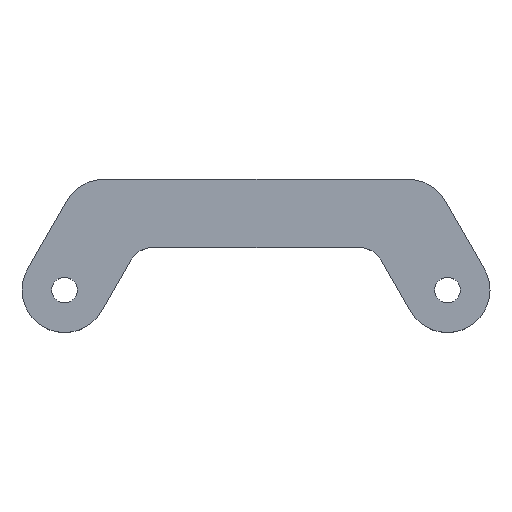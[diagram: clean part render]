
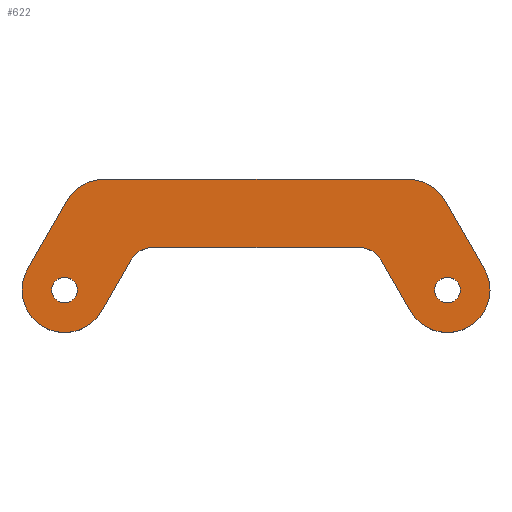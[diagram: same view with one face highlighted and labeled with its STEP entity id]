
A CAD part, top view. The second image highlights one B-rep face of the part: STEP entity #622.
In plain terms, the highlighted planar face has unit normal (0, 0, 1).
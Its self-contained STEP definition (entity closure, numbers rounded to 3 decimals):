
#1 = DIRECTION ( 'NONE',  ( 1., 0., 0. ) ) ;
#4 = CIRCLE ( 'NONE', #55, 1.5 ) ;
#16 = ORIENTED_EDGE ( 'NONE', *, *, #181, .T. ) ;
#18 = VERTEX_POINT ( 'NONE', #21 ) ;
#21 = CARTESIAN_POINT ( 'NONE',  ( 44.711, 10.5, 4. ) ) ;
#35 = VERTEX_POINT ( 'NONE', #149 ) ;
#37 = ORIENTED_EDGE ( 'NONE', *, *, #568, .F. ) ;
#38 = VERTEX_POINT ( 'NONE', #549 ) ;
#45 = EDGE_CURVE ( 'NONE', #455, #166, #106, .T. ) ;
#46 = CARTESIAN_POINT ( 'NONE',  ( 40.67, -2.5, 4. ) ) ;
#50 = CARTESIAN_POINT ( 'NONE',  ( 0., 0., 4. ) ) ;
#55 = AXIS2_PLACEMENT_3D ( 'NONE', #618, #623, #105 ) ;
#59 = EDGE_CURVE ( 'NONE', #657, #521, #230, .T. ) ;
#63 = DIRECTION ( 'NONE',  ( 1., 0., 0. ) ) ;
#67 = CARTESIAN_POINT ( 'NONE',  ( 0., 0., 4. ) ) ;
#68 = ORIENTED_EDGE ( 'NONE', *, *, #232, .F. ) ;
#72 = ORIENTED_EDGE ( 'NONE', *, *, #242, .T. ) ;
#73 = PLANE ( 'NONE',  #277 ) ;
#76 = DIRECTION ( 'NONE',  ( 0., 0., 1. ) ) ;
#87 = EDGE_LOOP ( 'NONE', ( #37, #68 ) ) ;
#96 = VERTEX_POINT ( 'NONE', #246 ) ;
#98 = CARTESIAN_POINT ( 'NONE',  ( 4.619, 8., 4. ) ) ;
#99 = CARTESIAN_POINT ( 'NONE',  ( 38.08, 21.986, 4. ) ) ;
#100 = CIRCLE ( 'NONE', #481, 1.5 ) ;
#101 = CIRCLE ( 'NONE', #395, 5. ) ;
#103 = EDGE_CURVE ( 'NONE', #117, #521, #190, .T. ) ;
#105 = DIRECTION ( 'NONE',  ( 1., 0., 0. ) ) ;
#106 = CIRCLE ( 'NONE', #376, 5. ) ;
#107 = CARTESIAN_POINT ( 'NONE',  ( 0., 0., 4. ) ) ;
#108 = AXIS2_PLACEMENT_3D ( 'NONE', #50, #443, #1 ) ;
#110 = CARTESIAN_POINT ( 'NONE',  ( 1.5, 0., 4. ) ) ;
#111 = EDGE_LOOP ( 'NONE', ( #16, #563, #72, #371, #238, #615, #144, #125, #542, #176, #211, #349, #430 ) ) ;
#117 = VERTEX_POINT ( 'NONE', #593 ) ;
#124 = EDGE_CURVE ( 'NONE', #476, #323, #652, .T. ) ;
#125 = ORIENTED_EDGE ( 'NONE', *, *, #473, .T. ) ;
#128 = CARTESIAN_POINT ( 'NONE',  ( 49.33, 2.5, 4. ) ) ;
#130 = LINE ( 'NONE', #470, #405 ) ;
#133 = EDGE_CURVE ( 'NONE', #632, #627, #595, .T. ) ;
#134 = VECTOR ( 'NONE', #174, 1000. ) ;
#143 = ORIENTED_EDGE ( 'NONE', *, *, #133, .F. ) ;
#144 = ORIENTED_EDGE ( 'NONE', *, *, #465, .T. ) ;
#146 = CARTESIAN_POINT ( 'NONE',  ( -4.33, 2.5, 4. ) ) ;
#149 = CARTESIAN_POINT ( 'NONE',  ( 40.381, 13., 4. ) ) ;
#154 = VECTOR ( 'NONE', #247, 1000. ) ;
#160 = VECTOR ( 'NONE', #565, 1000. ) ;
#166 = VERTEX_POINT ( 'NONE', #128 ) ;
#170 = EDGE_CURVE ( 'NONE', #117, #35, #471, .T. ) ;
#171 = VERTEX_POINT ( 'NONE', #368 ) ;
#174 = DIRECTION ( 'NONE',  ( 1., 0., 0. ) ) ;
#176 = ORIENTED_EDGE ( 'NONE', *, *, #103, .T. ) ;
#180 = CARTESIAN_POINT ( 'NONE',  ( 0., 5., 4. ) ) ;
#181 = EDGE_CURVE ( 'NONE', #171, #476, #450, .T. ) ;
#190 = CIRCLE ( 'NONE', #218, 5. ) ;
#195 = DIRECTION ( 'NONE',  ( 1., 0., 0. ) ) ;
#200 = EDGE_LOOP ( 'NONE', ( #143, #311 ) ) ;
#206 = CARTESIAN_POINT ( 'NONE',  ( -5., 0., 4. ) ) ;
#208 = CARTESIAN_POINT ( 'NONE',  ( -1.5, 0., 4. ) ) ;
#211 = ORIENTED_EDGE ( 'NONE', *, *, #59, .F. ) ;
#218 = AXIS2_PLACEMENT_3D ( 'NONE', #98, #390, #604 ) ;
#228 = CIRCLE ( 'NONE', #607, 1.5 ) ;
#230 = LINE ( 'NONE', #146, #523 ) ;
#232 = EDGE_CURVE ( 'NONE', #624, #258, #228, .T. ) ;
#238 = ORIENTED_EDGE ( 'NONE', *, *, #297, .F. ) ;
#242 = EDGE_CURVE ( 'NONE', #323, #38, #321, .T. ) ;
#246 = CARTESIAN_POINT ( 'NONE',  ( 37.206, 3.5, 4. ) ) ;
#247 = DIRECTION ( 'NONE',  ( -0.5, 0.866, 0. ) ) ;
#258 = VERTEX_POINT ( 'NONE', #518 ) ;
#271 = DIRECTION ( 'NONE',  ( 1., 0., 0. ) ) ;
#277 = AXIS2_PLACEMENT_3D ( 'NONE', #107, #454, #344 ) ;
#278 = EDGE_CURVE ( 'NONE', #627, #632, #100, .T. ) ;
#281 = DIRECTION ( 'NONE',  ( 0.5, 0.866, 0. ) ) ;
#283 = DIRECTION ( 'NONE',  ( 1., 0., 0. ) ) ;
#292 = CIRCLE ( 'NONE', #619, 5. ) ;
#297 = EDGE_CURVE ( 'NONE', #455, #96, #130, .T. ) ;
#300 = CARTESIAN_POINT ( 'NONE',  ( 4.33, -2.5, 4. ) ) ;
#306 = FACE_OUTER_BOUND ( 'NONE', #111, .T. ) ;
#311 = ORIENTED_EDGE ( 'NONE', *, *, #278, .F. ) ;
#314 = DIRECTION ( 'NONE',  ( -0.5, 0.866, 0. ) ) ;
#321 = LINE ( 'NONE', #180, #134 ) ;
#323 = VERTEX_POINT ( 'NONE', #588 ) ;
#329 = DIRECTION ( 'NONE',  ( 0., 0., 1. ) ) ;
#336 = DIRECTION ( 'NONE',  ( 1., 0., 0. ) ) ;
#344 = DIRECTION ( 'NONE',  ( 1., 0., 0. ) ) ;
#348 = CARTESIAN_POINT ( 'NONE',  ( 0.289, 10.5, 4. ) ) ;
#349 = ORIENTED_EDGE ( 'NONE', *, *, #400, .T. ) ;
#356 = CIRCLE ( 'NONE', #640, 3. ) ;
#357 = EDGE_CURVE ( 'NONE', #38, #96, #356, .T. ) ;
#363 = CARTESIAN_POINT ( 'NONE',  ( 0., 13., 4. ) ) ;
#368 = CARTESIAN_POINT ( 'NONE',  ( 4.33, -2.5, 4. ) ) ;
#371 = ORIENTED_EDGE ( 'NONE', *, *, #357, .T. ) ;
#372 = CARTESIAN_POINT ( 'NONE',  ( 0., 0., 4. ) ) ;
#376 = AXIS2_PLACEMENT_3D ( 'NONE', #396, #502, #63 ) ;
#381 = CARTESIAN_POINT ( 'NONE',  ( 10.392, 2., 4. ) ) ;
#382 = DIRECTION ( 'NONE',  ( 1., 0., 0. ) ) ;
#390 = DIRECTION ( 'NONE',  ( 0., 0., 1. ) ) ;
#395 = AXIS2_PLACEMENT_3D ( 'NONE', #594, #329, #283 ) ;
#396 = CARTESIAN_POINT ( 'NONE',  ( 45., 0., 4. ) ) ;
#398 = FACE_BOUND ( 'NONE', #200, .T. ) ;
#400 = EDGE_CURVE ( 'NONE', #657, #617, #292, .T. ) ;
#404 = DIRECTION ( 'NONE',  ( 0., 0., 1. ) ) ;
#405 = VECTOR ( 'NONE', #314, 1000. ) ;
#408 = DIRECTION ( 'NONE',  ( 1., 0., 0. ) ) ;
#430 = ORIENTED_EDGE ( 'NONE', *, *, #484, .T. ) ;
#436 = VECTOR ( 'NONE', #584, 1000. ) ;
#443 = DIRECTION ( 'NONE',  ( 0., 0., 1. ) ) ;
#444 = DIRECTION ( 'NONE',  ( 0., 0., -1. ) ) ;
#450 = LINE ( 'NONE', #300, #160 ) ;
#454 = DIRECTION ( 'NONE',  ( 0., 0., 1. ) ) ;
#455 = VERTEX_POINT ( 'NONE', #46 ) ;
#465 = EDGE_CURVE ( 'NONE', #166, #18, #656, .T. ) ;
#469 = AXIS2_PLACEMENT_3D ( 'NONE', #381, #489, #336 ) ;
#470 = CARTESIAN_POINT ( 'NONE',  ( 29.42, 16.986, 4. ) ) ;
#471 = LINE ( 'NONE', #363, #436 ) ;
#473 = EDGE_CURVE ( 'NONE', #18, #35, #101, .T. ) ;
#474 = DIRECTION ( 'NONE',  ( 0., 0., 1. ) ) ;
#475 = CARTESIAN_POINT ( 'NONE',  ( -4.33, 2.5, 4. ) ) ;
#476 = VERTEX_POINT ( 'NONE', #538 ) ;
#479 = AXIS2_PLACEMENT_3D ( 'NONE', #67, #404, #408 ) ;
#481 = AXIS2_PLACEMENT_3D ( 'NONE', #372, #76, #271 ) ;
#484 = EDGE_CURVE ( 'NONE', #617, #171, #548, .T. ) ;
#489 = DIRECTION ( 'NONE',  ( 0., 0., -1. ) ) ;
#495 = DIRECTION ( 'NONE',  ( 0., 0., 1. ) ) ;
#502 = DIRECTION ( 'NONE',  ( 0., 0., 1. ) ) ;
#514 = FACE_BOUND ( 'NONE', #87, .T. ) ;
#518 = CARTESIAN_POINT ( 'NONE',  ( 43.5, 0., 4. ) ) ;
#521 = VERTEX_POINT ( 'NONE', #348 ) ;
#523 = VECTOR ( 'NONE', #281, 1000. ) ;
#538 = CARTESIAN_POINT ( 'NONE',  ( 7.794, 3.5, 4. ) ) ;
#541 = CARTESIAN_POINT ( 'NONE',  ( 0., 0., 4. ) ) ;
#542 = ORIENTED_EDGE ( 'NONE', *, *, #170, .F. ) ;
#548 = CIRCLE ( 'NONE', #479, 5. ) ;
#549 = CARTESIAN_POINT ( 'NONE',  ( 34.608, 5., 4. ) ) ;
#562 = CARTESIAN_POINT ( 'NONE',  ( 46.5, 0., 4. ) ) ;
#563 = ORIENTED_EDGE ( 'NONE', *, *, #124, .T. ) ;
#565 = DIRECTION ( 'NONE',  ( 0.5, 0.866, 0. ) ) ;
#568 = EDGE_CURVE ( 'NONE', #258, #624, #4, .T. ) ;
#573 = CARTESIAN_POINT ( 'NONE',  ( 45., 0., 4. ) ) ;
#582 = DIRECTION ( 'NONE',  ( 1., 0., 0. ) ) ;
#584 = DIRECTION ( 'NONE',  ( 1., 0., 0. ) ) ;
#588 = CARTESIAN_POINT ( 'NONE',  ( 10.392, 5., 4. ) ) ;
#593 = CARTESIAN_POINT ( 'NONE',  ( 4.619, 13., 4. ) ) ;
#594 = CARTESIAN_POINT ( 'NONE',  ( 40.381, 8., 4. ) ) ;
#595 = CIRCLE ( 'NONE', #108, 1.5 ) ;
#604 = DIRECTION ( 'NONE',  ( 1., 0., 0. ) ) ;
#607 = AXIS2_PLACEMENT_3D ( 'NONE', #573, #474, #582 ) ;
#615 = ORIENTED_EDGE ( 'NONE', *, *, #45, .T. ) ;
#617 = VERTEX_POINT ( 'NONE', #206 ) ;
#618 = CARTESIAN_POINT ( 'NONE',  ( 45., 0., 4. ) ) ;
#619 = AXIS2_PLACEMENT_3D ( 'NONE', #541, #495, #382 ) ;
#622 = ADVANCED_FACE ( 'NONE', ( #306, #398, #514 ), #73, .T. ) ;
#623 = DIRECTION ( 'NONE',  ( 0., 0., 1. ) ) ;
#624 = VERTEX_POINT ( 'NONE', #562 ) ;
#627 = VERTEX_POINT ( 'NONE', #110 ) ;
#630 = CARTESIAN_POINT ( 'NONE',  ( 34.608, 2., 4. ) ) ;
#632 = VERTEX_POINT ( 'NONE', #208 ) ;
#640 = AXIS2_PLACEMENT_3D ( 'NONE', #630, #444, #195 ) ;
#652 = CIRCLE ( 'NONE', #469, 3. ) ;
#656 = LINE ( 'NONE', #99, #154 ) ;
#657 = VERTEX_POINT ( 'NONE', #475 ) ;
